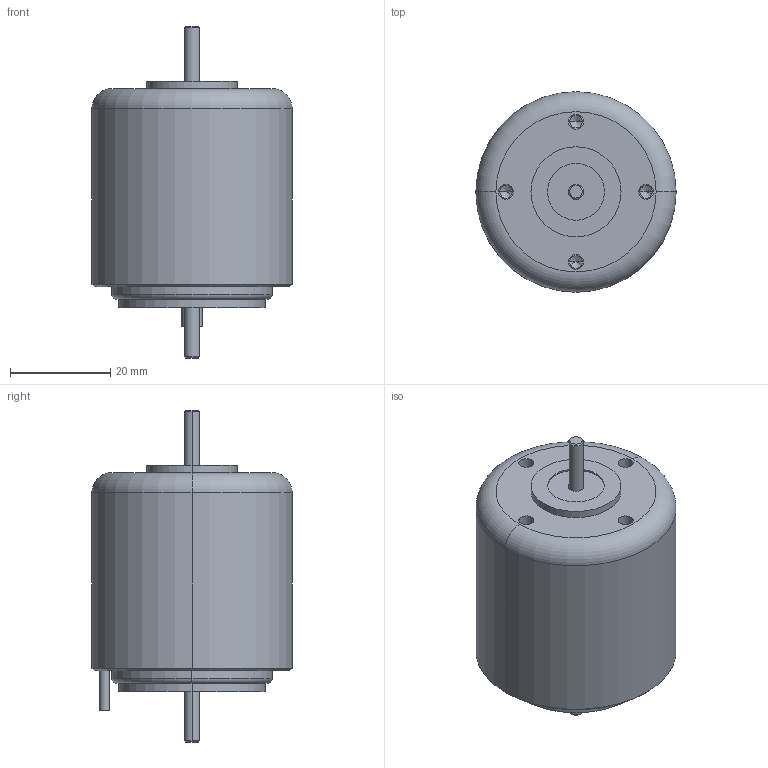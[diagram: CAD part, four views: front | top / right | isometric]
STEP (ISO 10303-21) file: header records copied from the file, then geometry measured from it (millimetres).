
FILE_DESCRIPTION (( 'STEP AP203' ), '1' );
FILE_NAME ('C001-333_01_sldprt.STEP', '2016-06-02T17:05:50', ( 'Shusen Zhang' ), ( 'MathWorks' ), 'SwSTEP 2.0', 'SolidWorks 2015', '' );
FILE_SCHEMA (( 'CONFIG_CONTROL_DESIGN' ));
Length unit declared in the file: inch
Products named in the file (1): C001-333_01_sldprt
Bounding box: 40 x 40 x 66.3 mm (x, y, z)
Volume: 52323.6 mm3; surface area: 9366 mm2
Topology: 3 solids, 3 shells, 92 faces, 200 edges, 120 vertices
Faces by surface type: cylinder 48, plane 22, cone 18, torus 4
Entity records: 2537 total; most frequent: DIRECTION 484, CARTESIAN_POINT 401, ORIENTED_EDGE 376, AXIS2_PLACEMENT_3D 203, EDGE_CURVE 188, VERTEX_POINT 120, EDGE_LOOP 114, CIRCLE 110
